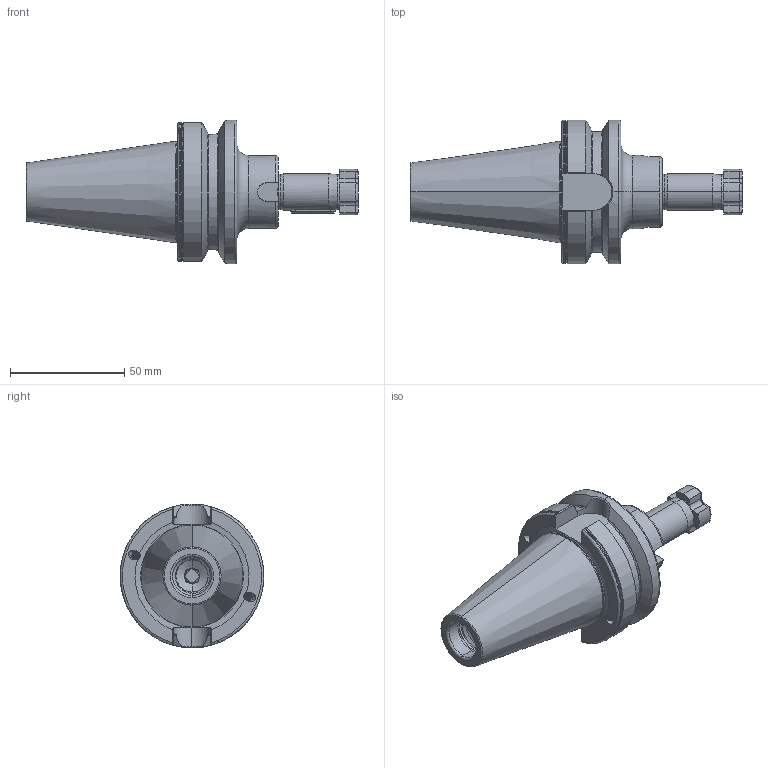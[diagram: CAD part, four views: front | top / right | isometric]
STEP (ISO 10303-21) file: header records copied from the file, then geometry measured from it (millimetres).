
FILE_DESCRIPTION (( 'STEP AP203' ), '1' );
FILE_NAME ('DC.406.10.16.STEP', '2017-10-18T03:41:44', ( '' ), ( '' ), 'SwSTEP 2.0', 'SolidWorks 2012', '' );
FILE_SCHEMA (( 'CONFIG_CONTROL_DESIGN' ));
Length unit declared in the file: millimetre
Products named in the file (4): DC.406.10.16; SC16用鍵_4x4x20L; 十字螺絲FMB16
Assembly tree (3 placements, depth 2):
  DC.406.10.16
    DC.406.10.16
    SC16用鍵_4x4x20L
    十字螺絲FMB16
Bounding box: 145.4 x 63 x 63 mm (x, y, z)
Volume: 138380.7 mm3; surface area: 30856.1 mm2
Topology: 3 solids, 3 shells, 344 faces, 918 edges, 580 vertices
Faces by surface type: cylinder 168, plane 61, torus 52, cone 40, bspline 23
Entity records: 21041 total; most frequent: CARTESIAN_POINT 12994, ORIENTED_EDGE 1836, DIRECTION 1399, EDGE_CURVE 918, VERTEX_POINT 580, AXIS2_PLACEMENT_3D 548, EDGE_LOOP 352, FACE_OUTER_BOUND 344
